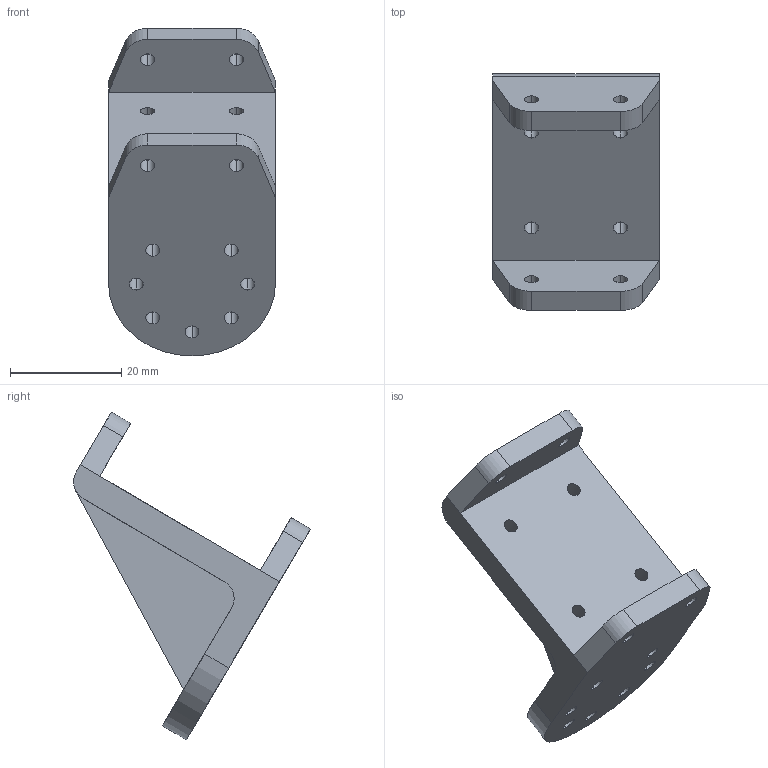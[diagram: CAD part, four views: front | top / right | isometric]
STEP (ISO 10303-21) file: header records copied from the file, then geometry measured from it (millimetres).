
FILE_DESCRIPTION (( 'STEP AP214' ), '1' );
FILE_NAME ('J3_Mount.STEP', '2023-11-06T03:23:15', ( '' ), ( '' ), 'SwSTEP 2.0', 'SolidWorks 2022', '' );
FILE_SCHEMA (( 'AUTOMOTIVE_DESIGN' ));
Length unit declared in the file: millimetre
Products named in the file (1): J3_Mount
Bounding box: 30 x 42.59 x 58.97 mm (x, y, z)
Volume: 14618.7 mm3; surface area: 7053.8 mm2
Topology: 1 solids, 1 shells, 57 faces, 161 edges, 106 vertices
Faces by surface type: cylinder 38, plane 19
Entity records: 1975 total; most frequent: DIRECTION 355, CARTESIAN_POINT 325, ORIENTED_EDGE 322, EDGE_CURVE 161, AXIS2_PLACEMENT_3D 136, VERTEX_POINT 106, EDGE_LOOP 87, VECTOR 83
